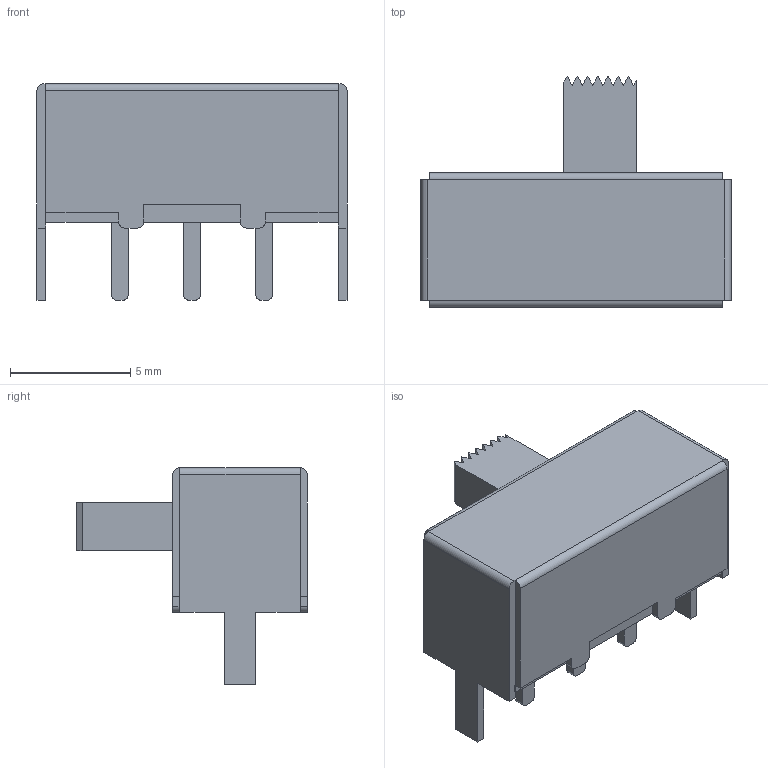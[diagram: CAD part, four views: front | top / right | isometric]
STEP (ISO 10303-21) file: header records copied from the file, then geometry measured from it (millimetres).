
FILE_DESCRIPTION(/* description */ ('Unknown'),/* implementation_level */ '2;1');
FILE_NAME(/* name */ 'SLW-129956-4A-RA-N-D',/* time_stamp */ '2024-09-04T08:17:47+02:00',/* author */ ('Unknown'),/* organization */ ('Unknown'),/* preprocessor_version */ 'ST-DEVELOPER v18.102',/* originating_system */ 'Solid Edge',/* authorisation */ 'Unknown');
FILE_SCHEMA (('AUTOMOTIVE_DESIGN {1 0 10303 214 3 1 1}'));
Length unit declared in the file: millimetre
Products named in the file (1): SLW-129956-4A-RA-N-D
Bounding box: 12.9 x 9.6 x 9 mm (x, y, z)
Volume: 436.1 mm3; surface area: 451.2 mm2
Topology: 1 solids, 1 shells, 118 faces, 329 edges, 218 vertices
Faces by surface type: plane 100, cylinder 18
Entity records: 4598 total; most frequent: CARTESIAN_POINT 666, ORIENTED_EDGE 658, DIRECTION 611, EDGE_CURVE 329, LINE 285, VECTOR 285, VERTEX_POINT 218, AXIS2_PLACEMENT_3D 163
